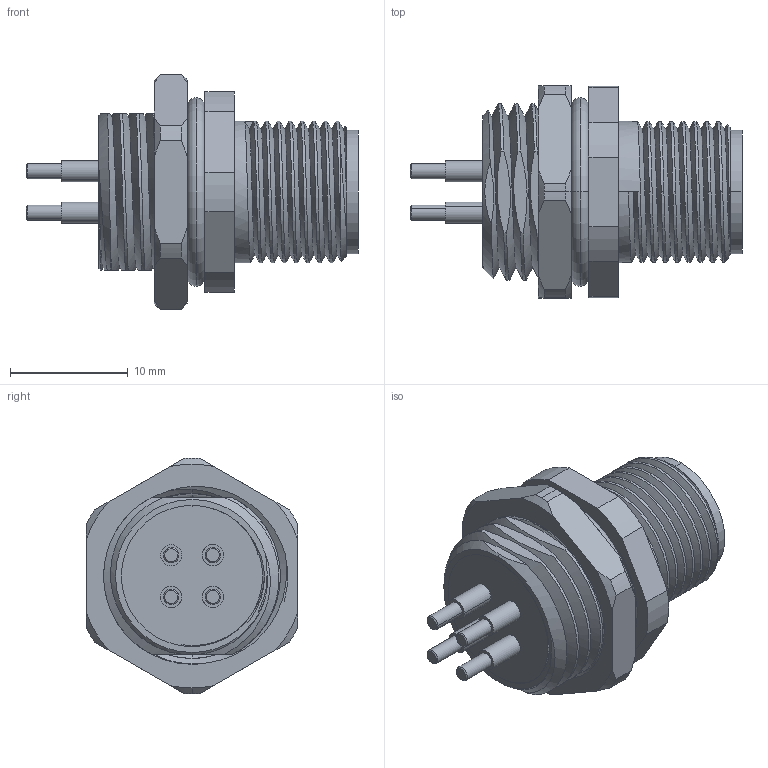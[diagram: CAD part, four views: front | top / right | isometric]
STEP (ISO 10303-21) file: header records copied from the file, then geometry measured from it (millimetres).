
FILE_DESCRIPTION (( 'STEP AP203' ), '1' );
FILE_NAME ('54-00461.STEP', '2025-03-19T17:00:32', ( '' ), ( '' ), 'SwSTEP 2.0', 'SolidWorks 2021', '' );
FILE_SCHEMA (( 'CONFIG_CONTROL_DESIGN' ));
Length unit declared in the file: millimetre
Products named in the file (7): 54-00461-01___; 54-00461-05___; 54-00461-03L___; 54-00461-04___; 54-00461-03___; 54-00461; 54-00461-02
Assembly tree (8 placements, depth 2):
  54-00461
    54-00461-01___
    54-00461-02
    54-00461-03___  x3
    54-00461-04___
    54-00461-05___
    54-00461-03L___
Bounding box: 28.2 x 18 x 20 mm (x, y, z)
Volume: 3015.5 mm3; surface area: 5763 mm2
Topology: 9 solids, 9 shells, 324 faces, 779 edges, 497 vertices
Faces by surface type: cylinder 150, plane 80, cone 48, torus 28, bspline 10, sphere 8
Entity records: 12292 total; most frequent: CARTESIAN_POINT 5443, ORIENTED_EDGE 1302, DIRECTION 1252, EDGE_CURVE 651, AXIS2_PLACEMENT_3D 516, VERTEX_POINT 423, EDGE_LOOP 308, FACE_OUTER_BOUND 264
